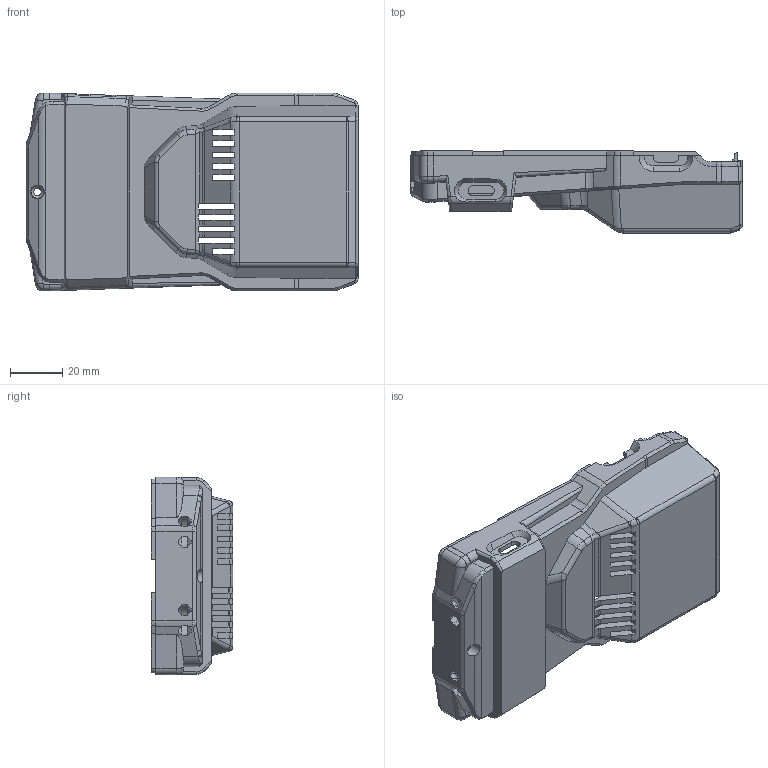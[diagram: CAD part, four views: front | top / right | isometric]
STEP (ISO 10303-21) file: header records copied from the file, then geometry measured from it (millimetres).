
FILE_DESCRIPTION(/* description */ (''),/* implementation_level */ '2;1');
FILE_NAME(/* name */ 'uCritAir Crypto Bottom v7 110825.step',/* time_stamp */ '2025-11-08T12:06:56-07:00',/* author */ (''),/* organization */ (''),/* preprocessor_version */ 'ST-DEVELOPER v20.1',/* originating_system */ 'Autodesk Translation Framework v14.21.0.0',/* authorisation */ '');
FILE_SCHEMA (('AUTOMOTIVE_DESIGN { 1 0 10303 214 3 1 1 }'));
Length unit declared in the file: millimetre
Products named in the file (1): uCritAir Crypto Bottom v7 103125
Bounding box: 127.5 x 31.4 x 76 mm (x, y, z)
Volume: 30523 mm3; surface area: 46229 mm2
Topology: 1 solids, 2 shells, 821 faces, 2366 edges, 1529 vertices
Faces by surface type: plane 498, cylinder 167, bspline 125, cone 27, sphere 4
Full cylindrical faces by diameter (mm): 3 x1, 5.2 x1
Entity records: 30942 total; most frequent: CARTESIAN_POINT 10073, ORIENTED_EDGE 4728, DIRECTION 3844, EDGE_CURVE 2364, LINE 1604, VECTOR 1604, VERTEX_POINT 1529, AXIS2_PLACEMENT_3D 1120
